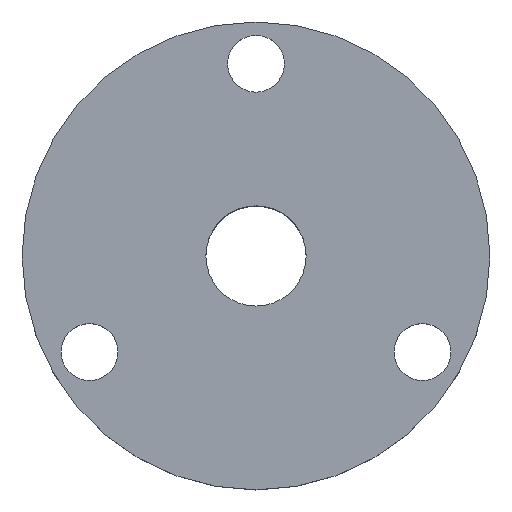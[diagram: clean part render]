
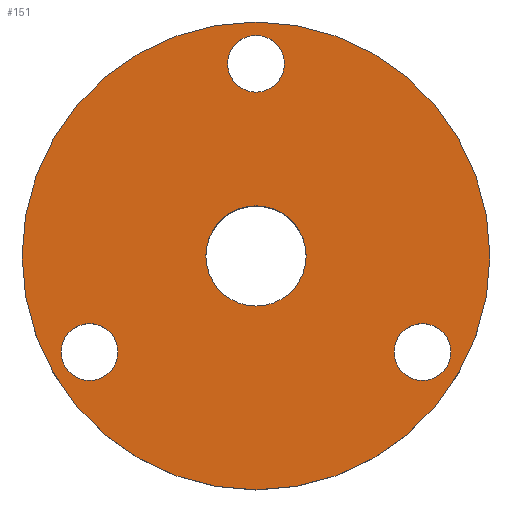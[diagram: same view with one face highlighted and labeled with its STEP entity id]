
A CAD part, top view. The second image highlights one B-rep face of the part: STEP entity #151.
In plain terms, the highlighted planar face has unit normal (0, 0, 1).
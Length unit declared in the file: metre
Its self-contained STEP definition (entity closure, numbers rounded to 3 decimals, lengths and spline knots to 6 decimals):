
#12=PLANE('',#180);
#25=ORIENTED_EDGE('',*,*,#53,.T.);
#26=ORIENTED_EDGE('',*,*,#54,.T.);
#27=ORIENTED_EDGE('',*,*,#55,.T.);
#28=ORIENTED_EDGE('',*,*,#51,.T.);
#29=ORIENTED_EDGE('',*,*,#46,.F.);
#46=EDGE_CURVE('',#60,#60,#74,.T.);
#51=EDGE_CURVE('',#65,#65,#77,.T.);
#53=EDGE_CURVE('',#67,#67,#79,.F.);
#54=EDGE_CURVE('',#68,#68,#80,.F.);
#55=EDGE_CURVE('',#69,#69,#81,.F.);
#60=VERTEX_POINT('',#244);
#65=VERTEX_POINT('',#282);
#67=VERTEX_POINT('',#287);
#68=VERTEX_POINT('',#289);
#69=VERTEX_POINT('',#291);
#74=CIRCLE('',#173,0.003);
#77=CIRCLE('',#178,0.014);
#79=CIRCLE('',#181,0.0017);
#80=CIRCLE('',#182,0.0017);
#81=CIRCLE('',#183,0.0017);
#93=EDGE_LOOP('',(#25));
#94=EDGE_LOOP('',(#26));
#95=EDGE_LOOP('',(#27));
#96=EDGE_LOOP('',(#28));
#97=EDGE_LOOP('',(#29));
#121=FACE_BOUND('',#93,.T.);
#122=FACE_BOUND('',#94,.T.);
#123=FACE_BOUND('',#95,.T.);
#124=FACE_BOUND('',#96,.T.);
#125=FACE_BOUND('',#97,.T.);
#151=ADVANCED_FACE('',(#121,#122,#123,#124,#125),#12,.T.);
#173=AXIS2_PLACEMENT_3D('',#243,#199,#200);
#178=AXIS2_PLACEMENT_3D('',#281,#209,#210);
#180=AXIS2_PLACEMENT_3D('',#285,#213,#214);
#181=AXIS2_PLACEMENT_3D('',#286,#215,#216);
#182=AXIS2_PLACEMENT_3D('',#288,#217,#218);
#183=AXIS2_PLACEMENT_3D('',#290,#219,#220);
#199=DIRECTION('',(0.,0.,1.));
#200=DIRECTION('',(1.,0.,0.));
#209=DIRECTION('',(0.,0.,1.));
#210=DIRECTION('',(1.,0.,0.));
#213=DIRECTION('',(0.,0.,1.));
#214=DIRECTION('',(1.,0.,0.));
#215=DIRECTION('',(0.,0.,1.));
#216=DIRECTION('',(1.,0.,0.));
#217=DIRECTION('',(0.,0.,1.));
#218=DIRECTION('',(1.,0.,0.));
#219=DIRECTION('',(0.,0.,1.));
#220=DIRECTION('',(1.,0.,0.));
#243=CARTESIAN_POINT('',(0.,0.,0.004));
#244=CARTESIAN_POINT('',(0.003,0.,0.004));
#281=CARTESIAN_POINT('',(0.,0.,0.004));
#282=CARTESIAN_POINT('',(0.014,0.,0.004));
#285=CARTESIAN_POINT('',(0.,0.,0.004));
#286=CARTESIAN_POINT('',(0.,0.0115,0.004));
#287=CARTESIAN_POINT('',(0.0017,0.0115,0.004));
#288=CARTESIAN_POINT('',(-0.009959,-0.00575,0.004));
#289=CARTESIAN_POINT('',(-0.008259,-0.00575,0.004));
#290=CARTESIAN_POINT('',(0.009959,-0.00575,0.004));
#291=CARTESIAN_POINT('',(0.011659,-0.00575,0.004));
